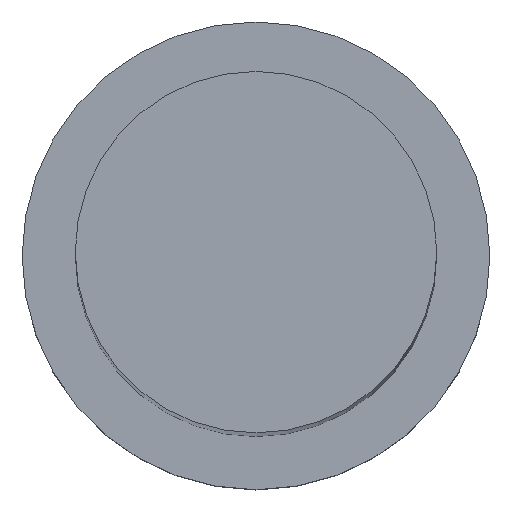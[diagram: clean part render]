
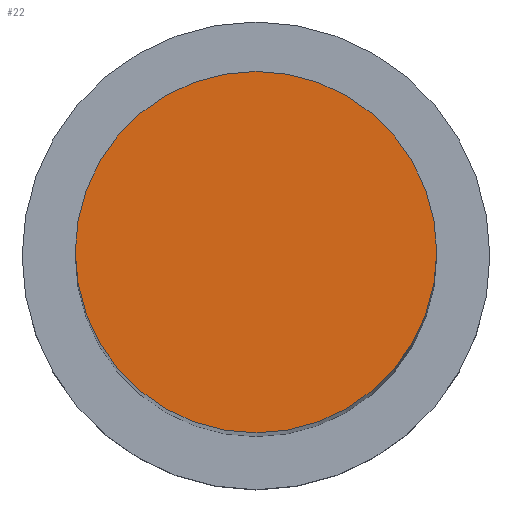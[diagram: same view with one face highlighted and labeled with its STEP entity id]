
A CAD part, top view. The second image highlights one B-rep face of the part: STEP entity #22.
In plain terms, the highlighted planar face has unit normal (0, 0, 1).
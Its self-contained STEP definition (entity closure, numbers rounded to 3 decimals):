
#7 = PLANE ( 'NONE',  #63 ) ;
#9 = EDGE_CURVE ( 'NONE', #111, #251, #232, .T. ) ;
#22 = ADVANCED_FACE ( 'NONE', ( #60 ), #7, .T. ) ;
#37 = ORIENTED_EDGE ( 'NONE', *, *, #104, .T. ) ;
#38 = CIRCLE ( 'NONE', #83, 8.5 ) ;
#46 = CARTESIAN_POINT ( 'NONE',  ( 0., 0., 107. ) ) ;
#60 = FACE_OUTER_BOUND ( 'NONE', #88, .T. ) ;
#63 = AXIS2_PLACEMENT_3D ( 'NONE', #81, #241, #64 ) ;
#64 = DIRECTION ( 'NONE',  ( 1., 0., 0. ) ) ;
#81 = CARTESIAN_POINT ( 'NONE',  ( 0., 0., 107. ) ) ;
#82 = DIRECTION ( 'NONE',  ( 1., 0., 0. ) ) ;
#83 = AXIS2_PLACEMENT_3D ( 'NONE', #46, #114, #82 ) ;
#88 = EDGE_LOOP ( 'NONE', ( #239, #37 ) ) ;
#92 = CARTESIAN_POINT ( 'NONE',  ( 8.5, 0., 107. ) ) ;
#101 = CARTESIAN_POINT ( 'NONE',  ( 0., 0., 107. ) ) ;
#104 = EDGE_CURVE ( 'NONE', #251, #111, #38, .T. ) ;
#111 = VERTEX_POINT ( 'NONE', #246 ) ;
#114 = DIRECTION ( 'NONE',  ( 0., 0., 1. ) ) ;
#143 = AXIS2_PLACEMENT_3D ( 'NONE', #101, #158, #203 ) ;
#158 = DIRECTION ( 'NONE',  ( 0., 0., 1. ) ) ;
#203 = DIRECTION ( 'NONE',  ( 1., 0., 0. ) ) ;
#232 = CIRCLE ( 'NONE', #143, 8.5 ) ;
#239 = ORIENTED_EDGE ( 'NONE', *, *, #9, .T. ) ;
#241 = DIRECTION ( 'NONE',  ( 0., 0., 1. ) ) ;
#246 = CARTESIAN_POINT ( 'NONE',  ( -8.5, 0., 107. ) ) ;
#251 = VERTEX_POINT ( 'NONE', #92 ) ;
